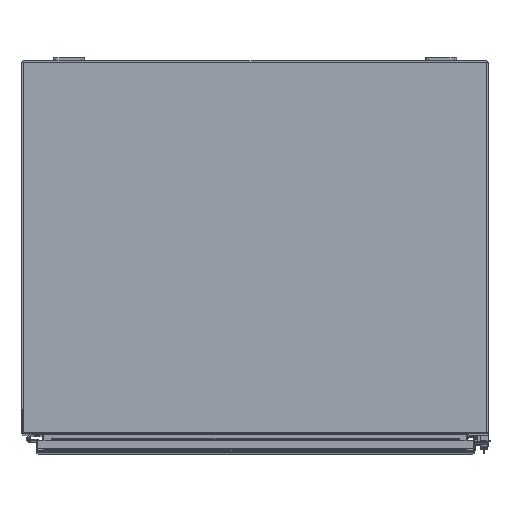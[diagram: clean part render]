
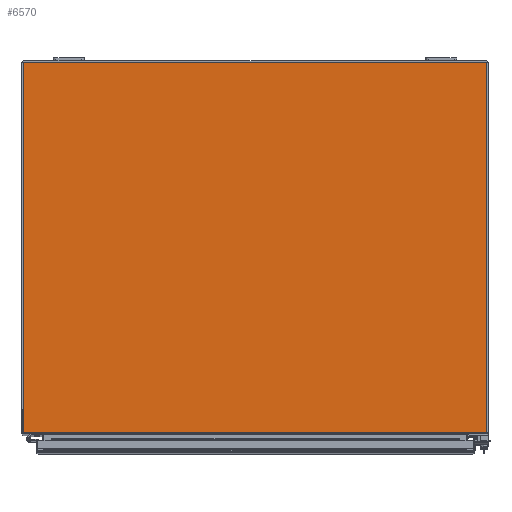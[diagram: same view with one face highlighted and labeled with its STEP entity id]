
A CAD part, top view. The second image highlights one B-rep face of the part: STEP entity #6570.
In plain terms, the highlighted planar face has unit normal (0, 0, 1).
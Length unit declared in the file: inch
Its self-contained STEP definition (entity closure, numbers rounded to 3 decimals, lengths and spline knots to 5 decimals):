
#1887 = VERTEX_POINT ( 'NONE', #23965 ) ;
#3193 = CARTESIAN_POINT ( 'NONE',  ( 14.928, -23.892, 36. ) ) ;
#4346 = EDGE_CURVE ( 'NONE', #27519, #8643, #5469, .T. ) ;
#5469 = LINE ( 'NONE', #55177, #46191 ) ;
#6570 = ADVANCED_FACE ( 'NONE', ( #43617 ), #57292, .T. ) ;
#8041 = LINE ( 'NONE', #21745, #19207 ) ;
#8643 = VERTEX_POINT ( 'NONE', #41687 ) ;
#9597 = CARTESIAN_POINT ( 'NONE',  ( -14.928, -23.892, 36. ) ) ;
#9719 = EDGE_CURVE ( 'NONE', #1887, #47538, #49430, .T. ) ;
#13434 = CARTESIAN_POINT ( 'NONE',  ( -14.928, -0.072, 36. ) ) ;
#14964 = DIRECTION ( 'NONE',  ( 1., 0., 0. ) ) ;
#16253 = CARTESIAN_POINT ( 'NONE',  ( -14.928, -0.072, 36. ) ) ;
#16544 = DIRECTION ( 'NONE',  ( 0., 0., 1. ) ) ;
#18268 = DIRECTION ( 'NONE',  ( 0., 1., 0. ) ) ;
#18951 = EDGE_LOOP ( 'NONE', ( #42759, #51674, #19286, #42072 ) ) ;
#19207 = VECTOR ( 'NONE', #44929, 39.37008 ) ;
#19286 = ORIENTED_EDGE ( 'NONE', *, *, #4346, .T. ) ;
#19711 = LINE ( 'NONE', #9597, #31631 ) ;
#21745 = CARTESIAN_POINT ( 'NONE',  ( -14.928, -0.072, 36. ) ) ;
#23965 = CARTESIAN_POINT ( 'NONE',  ( -14.928, -0.072, 36. ) ) ;
#27519 = VERTEX_POINT ( 'NONE', #3193 ) ;
#31631 = VECTOR ( 'NONE', #14964, 39.37008 ) ;
#41687 = CARTESIAN_POINT ( 'NONE',  ( 14.928, -0.072, 36. ) ) ;
#42072 = ORIENTED_EDGE ( 'NONE', *, *, #50478, .T. ) ;
#42759 = ORIENTED_EDGE ( 'NONE', *, *, #9719, .T. ) ;
#43091 = VECTOR ( 'NONE', #57787, 39.37008 ) ;
#43617 = FACE_OUTER_BOUND ( 'NONE', #18951, .T. ) ;
#44484 = AXIS2_PLACEMENT_3D ( 'NONE', #16253, #16544, #46907 ) ;
#44929 = DIRECTION ( 'NONE',  ( -1., 0., 0. ) ) ;
#46191 = VECTOR ( 'NONE', #18268, 39.37008 ) ;
#46436 = CARTESIAN_POINT ( 'NONE',  ( -14.928, -23.892, 36. ) ) ;
#46907 = DIRECTION ( 'NONE',  ( 0., -1., 0. ) ) ;
#47538 = VERTEX_POINT ( 'NONE', #46436 ) ;
#49430 = LINE ( 'NONE', #13434, #43091 ) ;
#50478 = EDGE_CURVE ( 'NONE', #8643, #1887, #8041, .T. ) ;
#51494 = EDGE_CURVE ( 'NONE', #47538, #27519, #19711, .T. ) ;
#51674 = ORIENTED_EDGE ( 'NONE', *, *, #51494, .T. ) ;
#55177 = CARTESIAN_POINT ( 'NONE',  ( 14.928, -0.072, 36. ) ) ;
#57292 = PLANE ( 'NONE',  #44484 ) ;
#57787 = DIRECTION ( 'NONE',  ( 0., -1., 0. ) ) ;
